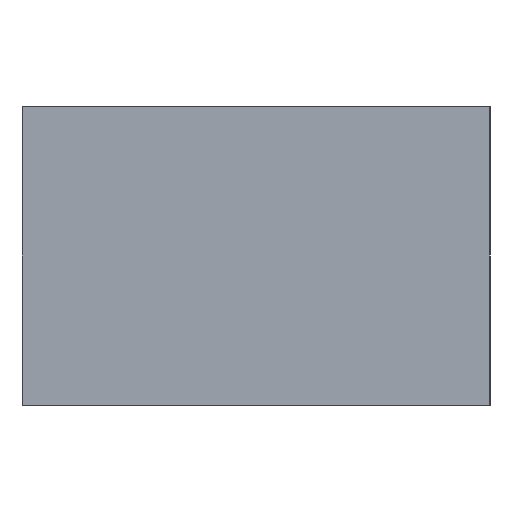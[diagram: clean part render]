
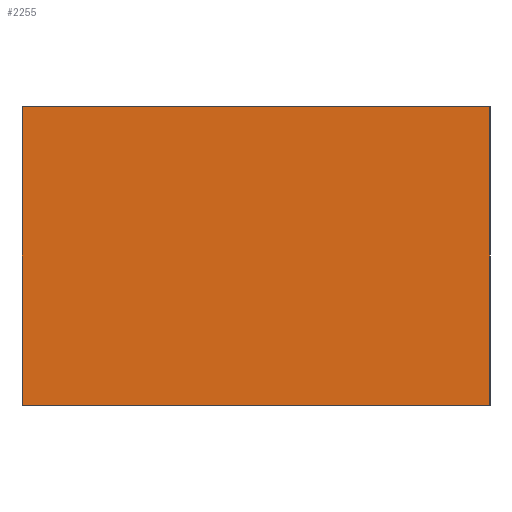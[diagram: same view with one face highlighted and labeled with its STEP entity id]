
A CAD part, left-side view. The second image highlights one B-rep face of the part: STEP entity #2255.
In plain terms, the highlighted planar face has unit normal (-1, 0, 0).
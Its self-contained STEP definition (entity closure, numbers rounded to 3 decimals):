
#82=CARTESIAN_POINT('',(862.685,-502.004,5.676));
#83=VERTEX_POINT('',#82);
#90=CARTESIAN_POINT('',(862.685,-522.404,5.676));
#91=VERTEX_POINT('',#90);
#92=CARTESIAN_POINT('',(862.685,-502.004,5.676));
#93=DIRECTION('',(0.,-1.,-0.));
#94=VECTOR('',#93,20.4);
#95=LINE('',#92,#94);
#96=EDGE_CURVE('',#83,#91,#95,.T.);
#2135=CARTESIAN_POINT('',(862.685,-502.004,-7.324));
#2136=VERTEX_POINT('',#2135);
#2143=CARTESIAN_POINT('',(862.685,-502.004,-7.324));
#2144=DIRECTION('',(0.,0.,1.));
#2145=VECTOR('',#2144,13.);
#2146=LINE('',#2143,#2145);
#2147=EDGE_CURVE('',#2136,#83,#2146,.T.);
#2205=CARTESIAN_POINT('',(862.685,-522.404,-7.324));
#2206=VERTEX_POINT('',#2205);
#2207=CARTESIAN_POINT('',(862.685,-522.404,-7.324));
#2208=DIRECTION('',(0.,0.,1.));
#2209=VECTOR('',#2208,13.);
#2210=LINE('',#2207,#2209);
#2211=EDGE_CURVE('',#2206,#91,#2210,.T.);
#2239=CARTESIAN_POINT('',(862.685,-520.304,-7.324));
#2240=DIRECTION('',(-1.,-0.,0.));
#2241=DIRECTION('',(0.,-1.,0.));
#2242=AXIS2_PLACEMENT_3D('',#2239,#2240,#2241);
#2243=PLANE('',#2242);
#2244=ORIENTED_EDGE('',*,*,#2211,.T.);
#2245=ORIENTED_EDGE('',*,*,#96,.F.);
#2246=ORIENTED_EDGE('',*,*,#2147,.F.);
#2247=CARTESIAN_POINT('',(862.685,-502.004,-7.324));
#2248=DIRECTION('',(0.,-1.,-0.));
#2249=VECTOR('',#2248,20.4);
#2250=LINE('',#2247,#2249);
#2251=EDGE_CURVE('',#2136,#2206,#2250,.T.);
#2252=ORIENTED_EDGE('',*,*,#2251,.T.);
#2253=EDGE_LOOP('',(#2244,#2245,#2246,#2252));
#2254=FACE_BOUND('',#2253,.T.);
#2255=ADVANCED_FACE('',(#2254),#2243,.T.);
